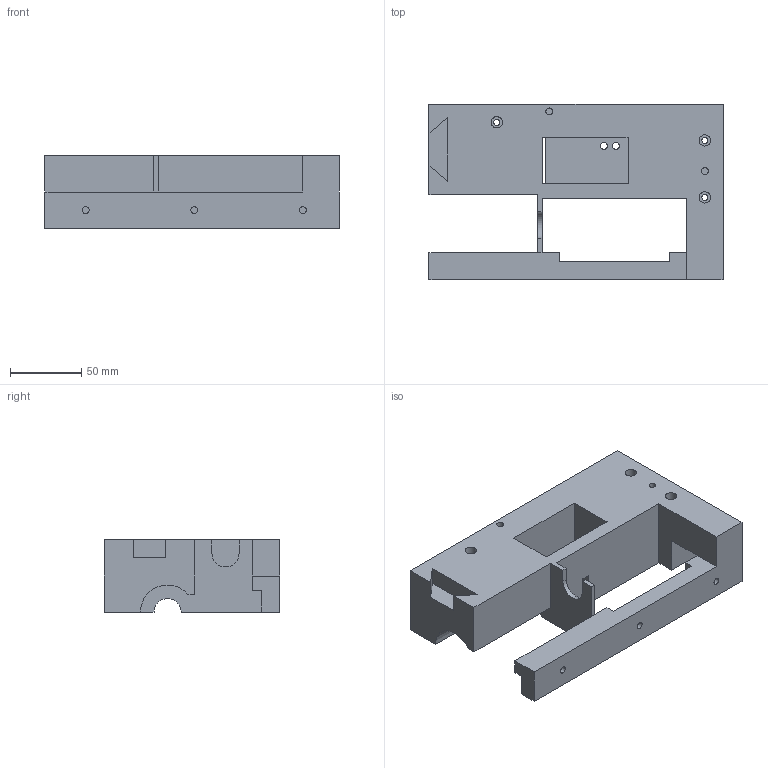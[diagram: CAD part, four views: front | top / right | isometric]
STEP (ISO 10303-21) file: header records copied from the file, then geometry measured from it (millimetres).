
FILE_DESCRIPTION(/* description */ (''),/* implementation_level */ '2;1');
FILE_NAME(/* name */ 'Coil core left half part 3_.step',/* time_stamp */ '2024-04-02T23:10:45-05:00',/* author */ (''),/* organization */ (''),/* preprocessor_version */ 'ST-DEVELOPER v20',/* originating_system */ 'Autodesk Translation Framework v12.20.1.177',/* authorisation */ '');
FILE_SCHEMA (('AUTOMOTIVE_DESIGN { 1 0 10303 214 3 1 1 }'));
Length unit declared in the file: inch
Products named in the file (1): Coil core left half part 3
Bounding box: 206.38 x 123.19 x 50.8 mm (x, y, z)
Volume: 657085.6 mm3; surface area: 96980.5 mm2
Topology: 1 solids, 1 shells, 73 faces, 189 edges, 125 vertices
Faces by surface type: plane 53, cylinder 20
Full cylindrical faces by diameter (mm): 4.293 x3, 4.826 x10, 8.001 x3
Entity records: 2286 total; most frequent: CARTESIAN_POINT 388, ORIENTED_EDGE 378, DIRECTION 377, EDGE_CURVE 189, LINE 149, VECTOR 149, VERTEX_POINT 125, AXIS2_PLACEMENT_3D 114
